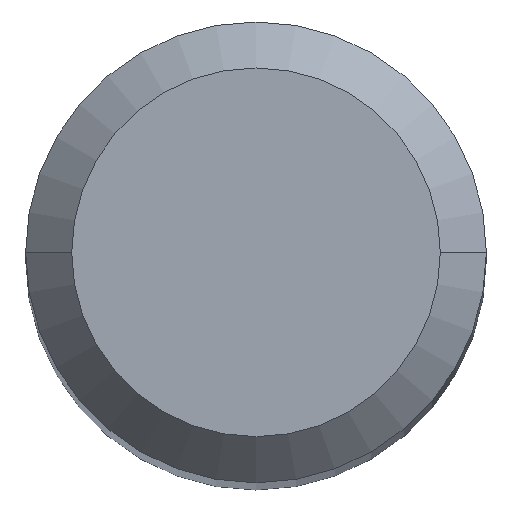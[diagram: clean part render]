
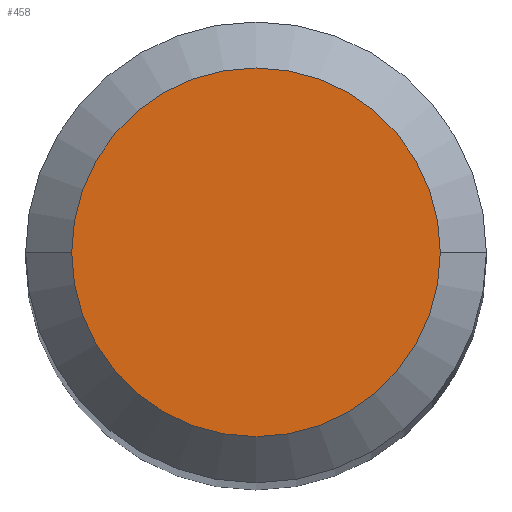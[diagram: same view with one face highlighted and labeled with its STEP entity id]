
A CAD part, top view. The second image highlights one B-rep face of the part: STEP entity #458.
In plain terms, the highlighted planar face has unit normal (0, 0, 1).
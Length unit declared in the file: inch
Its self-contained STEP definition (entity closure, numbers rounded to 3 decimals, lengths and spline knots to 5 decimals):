
#35 = FACE_OUTER_BOUND ( 'NONE', #241, .T. ) ;
#37 = DIRECTION ( 'NONE',  ( 0., 0., 1. ) ) ;
#77 = VERTEX_POINT ( 'NONE', #157 ) ;
#82 = PLANE ( 'NONE',  #379 ) ;
#109 = CARTESIAN_POINT ( 'NONE',  ( 0., 0., 0. ) ) ;
#113 = DIRECTION ( 'NONE',  ( -1., 0., 0. ) ) ;
#157 = CARTESIAN_POINT ( 'NONE',  ( -0.04724, 0., 0. ) ) ;
#158 = ORIENTED_EDGE ( 'NONE', *, *, #191, .T. ) ;
#159 = CARTESIAN_POINT ( 'NONE',  ( 0., 0., 0. ) ) ;
#173 = CARTESIAN_POINT ( 'NONE',  ( 0.04724, 0., 0. ) ) ;
#191 = EDGE_CURVE ( 'NONE', #77, #390, #298, .T. ) ;
#241 = EDGE_LOOP ( 'NONE', ( #158, #446 ) ) ;
#298 = CIRCLE ( 'NONE', #436, 0.04724 ) ;
#315 = DIRECTION ( 'NONE',  ( 0., 0., -1. ) ) ;
#350 = DIRECTION ( 'NONE',  ( 0., 0., 1. ) ) ;
#379 = AXIS2_PLACEMENT_3D ( 'NONE', #159, #315, #113 ) ;
#382 = CARTESIAN_POINT ( 'NONE',  ( 0., 0., 0. ) ) ;
#390 = VERTEX_POINT ( 'NONE', #173 ) ;
#407 = AXIS2_PLACEMENT_3D ( 'NONE', #382, #37, #426 ) ;
#413 = DIRECTION ( 'NONE',  ( 1., 0., 0. ) ) ;
#426 = DIRECTION ( 'NONE',  ( 1., 0., 0. ) ) ;
#427 = CIRCLE ( 'NONE', #407, 0.04724 ) ;
#436 = AXIS2_PLACEMENT_3D ( 'NONE', #109, #350, #413 ) ;
#446 = ORIENTED_EDGE ( 'NONE', *, *, #480, .T. ) ;
#458 = ADVANCED_FACE ( 'NONE', ( #35 ), #82, .F. ) ;
#480 = EDGE_CURVE ( 'NONE', #390, #77, #427, .T. ) ;
